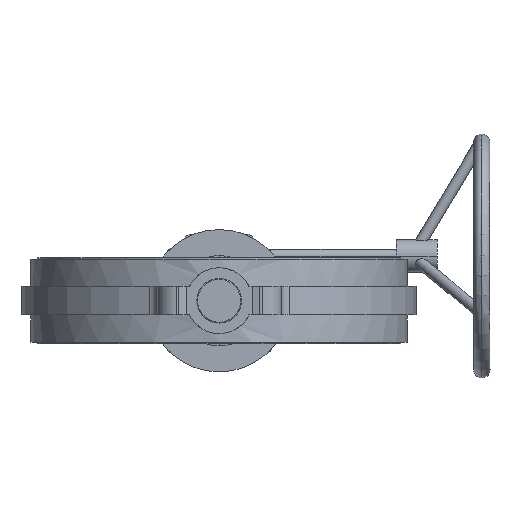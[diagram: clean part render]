
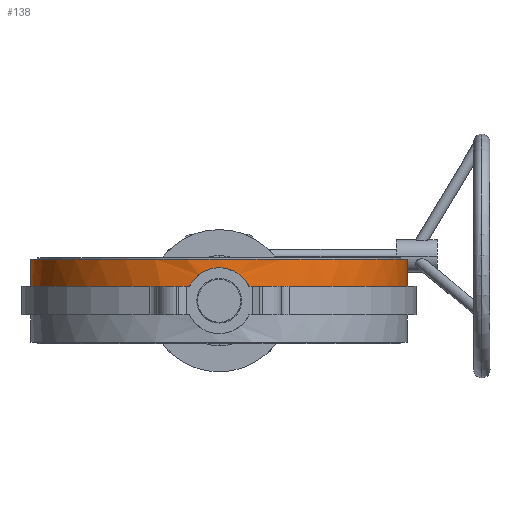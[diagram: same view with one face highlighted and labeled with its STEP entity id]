
A CAD part, front view. The second image highlights one B-rep face of the part: STEP entity #138.
In plain terms, the highlighted cylindrical face has radius 231.5 mm (diameter 463 mm), a partial arc.
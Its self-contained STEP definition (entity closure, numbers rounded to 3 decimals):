
#138 = ADVANCED_FACE( '', ( #401 ), #402, .T. );
#401 = FACE_OUTER_BOUND( '', #919, .T. );
#402 = CYLINDRICAL_SURFACE( '', #920, 231.5 );
#919 = EDGE_LOOP( '', ( #1522, #1523, #1524, #1525, #1526, #1527 ) );
#920 = AXIS2_PLACEMENT_3D( '', #1528, #1529, #1530 );
#1522 = ORIENTED_EDGE( '', *, *, #3607, .F. );
#1523 = ORIENTED_EDGE( '', *, *, #3608, .F. );
#1524 = ORIENTED_EDGE( '', *, *, #3609, .F. );
#1525 = ORIENTED_EDGE( '', *, *, #3610, .T. );
#1526 = ORIENTED_EDGE( '', *, *, #3611, .F. );
#1527 = ORIENTED_EDGE( '', *, *, #3612, .T. );
#1528 = CARTESIAN_POINT( '', ( 0., 0., -2. ) );
#1529 = DIRECTION( '', ( 0., 0., 1. ) );
#1530 = DIRECTION( '', ( 1., 0., 0. ) );
#3607 = EDGE_CURVE( '', #4370, #4371, #4372, .T. );
#3608 = EDGE_CURVE( '', #4373, #4370, #4374, .T. );
#3609 = EDGE_CURVE( '', #4375, #4373, #4376, .T. );
#3610 = EDGE_CURVE( '', #4375, #4377, #4378, .T. );
#3611 = EDGE_CURVE( '', #4379, #4377, #4380, .T. );
#3612 = EDGE_CURVE( '', #4379, #4371, #4381, .T. );
#4370 = VERTEX_POINT( '', #5834 );
#4371 = VERTEX_POINT( '', #5835 );
#4372 = LINE( '', #5836, #5837 );
#4373 = VERTEX_POINT( '', #5838 );
#4374 = CIRCLE( '', #5839, 231.5 );
#4375 = VERTEX_POINT( '', #5840 );
#4376 = LINE( '', #5841, #5842 );
#4377 = VERTEX_POINT( '', #5843 );
#4378 = CIRCLE( '', #5844, 231.5 );
#4379 = VERTEX_POINT( '', #5845 );
#4380 = B_SPLINE_CURVE_WITH_KNOTS( '', 3, ( #5846, #5847, #5848, #5849, #5850, #5851, #5852, #5853, #5854, #5855, #5856, #5857, #5858, #5859, #5860, #5861, #5862, #5863, #5864, #5865, #5866, #5867, #5868, #5869, #5870, #5871, #5872, #5873, #5874, #5875, #5876, #5877, #5878, #5879, #5880, #5881, #5882, #5883, #5884, #5885, #5886, #5887, #5888, #5889, #5890, #5891, #5892, #5893, #5894, #5895 ), .UNSPECIFIED., .F., .F., ( 4, 2, 2, 2, 2, 2, 2, 2, 2, 2, 2, 2, 2, 2, 2, 2, 2, 2, 2, 2, 2, 2, 2, 2, 4 ), ( 17.345, 19.112, 22.935, 26.757, 30.58, 34.402, 38.225, 42.047, 45.869, 49.692, 53.514, 57.336, 61.159, 64.981, 68.803, 72.626, 76.448, 80.27, 84.093, 87.915, 91.738, 95.56, 99.383, 103.205, 104.973 ), .UNSPECIFIED. );
#4381 = CIRCLE( '', #5896, 231.5 );
#5834 = CARTESIAN_POINT( '', ( 231.5, 0., -2. ) );
#5835 = CARTESIAN_POINT( '', ( 231.5, 0., -35.5 ) );
#5836 = CARTESIAN_POINT( '', ( 231.5, 0., -2. ) );
#5837 = VECTOR( '', #8734, 1. );
#5838 = CARTESIAN_POINT( '', ( -231.5, 0., -2. ) );
#5839 = AXIS2_PLACEMENT_3D( '', #8735, #8736, #8737 );
#5840 = CARTESIAN_POINT( '', ( -231.5, 0., -35.5 ) );
#5841 = CARTESIAN_POINT( '', ( -231.5, 0., -2. ) );
#5842 = VECTOR( '', #8738, 1. );
#5843 = CARTESIAN_POINT( '', ( -36.524, -228.601, -35.5 ) );
#5844 = AXIS2_PLACEMENT_3D( '', #8739, #8740, #8741 );
#5845 = CARTESIAN_POINT( '', ( 36.524, -228.601, -35.5 ) );
#5846 = CARTESIAN_POINT( '', ( 36.524, -228.601, -35.5 ) );
#5847 = CARTESIAN_POINT( '', ( 36.254, -228.644, -34.937 ) );
#5848 = CARTESIAN_POINT( '', ( 35.972, -228.688, -34.382 ) );
#5849 = CARTESIAN_POINT( '', ( 35.041, -228.834, -32.648 ) );
#5850 = CARTESIAN_POINT( '', ( 34.347, -228.939, -31.499 ) );
#5851 = CARTESIAN_POINT( '', ( 32.861, -229.157, -29.29 ) );
#5852 = CARTESIAN_POINT( '', ( 32.069, -229.27, -28.23 ) );
#5853 = CARTESIAN_POINT( '', ( 30.406, -229.496, -26.215 ) );
#5854 = CARTESIAN_POINT( '', ( 29.535, -229.61, -25.26 ) );
#5855 = CARTESIAN_POINT( '', ( 27.74, -229.834, -23.465 ) );
#5856 = CARTESIAN_POINT( '', ( 26.785, -229.947, -22.594 ) );
#5857 = CARTESIAN_POINT( '', ( 24.77, -230.173, -20.931 ) );
#5858 = CARTESIAN_POINT( '', ( 23.71, -230.285, -20.139 ) );
#5859 = CARTESIAN_POINT( '', ( 21.501, -230.502, -18.653 ) );
#5860 = CARTESIAN_POINT( '', ( 20.352, -230.607, -17.959 ) );
#5861 = CARTESIAN_POINT( '', ( 17.981, -230.804, -16.686 ) );
#5862 = CARTESIAN_POINT( '', ( 16.76, -230.896, -16.106 ) );
#5863 = CARTESIAN_POINT( '', ( 14.266, -231.063, -15.072 ) );
#5864 = CARTESIAN_POINT( '', ( 12.993, -231.139, -14.617 ) );
#5865 = CARTESIAN_POINT( '', ( 10.414, -231.269, -13.839 ) );
#5866 = CARTESIAN_POINT( '', ( 9.109, -231.324, -13.515 ) );
#5867 = CARTESIAN_POINT( '', ( 6.491, -231.413, -13.001 ) );
#5868 = CARTESIAN_POINT( '', ( 5.178, -231.446, -12.811 ) );
#5869 = CARTESIAN_POINT( '', ( 2.57, -231.489, -12.56 ) );
#5870 = CARTESIAN_POINT( '', ( 1.274, -231.5, -12.5 ) );
#5871 = CARTESIAN_POINT( '', ( -1.274, -231.5, -12.5 ) );
#5872 = CARTESIAN_POINT( '', ( -2.57, -231.489, -12.56 ) );
#5873 = CARTESIAN_POINT( '', ( -5.178, -231.446, -12.811 ) );
#5874 = CARTESIAN_POINT( '', ( -6.491, -231.413, -13.001 ) );
#5875 = CARTESIAN_POINT( '', ( -9.109, -231.324, -13.515 ) );
#5876 = CARTESIAN_POINT( '', ( -10.414, -231.269, -13.839 ) );
#5877 = CARTESIAN_POINT( '', ( -12.993, -231.139, -14.617 ) );
#5878 = CARTESIAN_POINT( '', ( -14.266, -231.063, -15.072 ) );
#5879 = CARTESIAN_POINT( '', ( -16.76, -230.896, -16.106 ) );
#5880 = CARTESIAN_POINT( '', ( -17.981, -230.804, -16.686 ) );
#5881 = CARTESIAN_POINT( '', ( -20.352, -230.607, -17.959 ) );
#5882 = CARTESIAN_POINT( '', ( -21.501, -230.502, -18.653 ) );
#5883 = CARTESIAN_POINT( '', ( -23.71, -230.285, -20.139 ) );
#5884 = CARTESIAN_POINT( '', ( -24.77, -230.173, -20.931 ) );
#5885 = CARTESIAN_POINT( '', ( -26.785, -229.947, -22.594 ) );
#5886 = CARTESIAN_POINT( '', ( -27.74, -229.834, -23.465 ) );
#5887 = CARTESIAN_POINT( '', ( -29.535, -229.61, -25.26 ) );
#5888 = CARTESIAN_POINT( '', ( -30.406, -229.496, -26.215 ) );
#5889 = CARTESIAN_POINT( '', ( -32.069, -229.27, -28.23 ) );
#5890 = CARTESIAN_POINT( '', ( -32.861, -229.157, -29.29 ) );
#5891 = CARTESIAN_POINT( '', ( -34.347, -228.939, -31.499 ) );
#5892 = CARTESIAN_POINT( '', ( -35.041, -228.834, -32.648 ) );
#5893 = CARTESIAN_POINT( '', ( -35.972, -228.688, -34.382 ) );
#5894 = CARTESIAN_POINT( '', ( -36.254, -228.644, -34.937 ) );
#5895 = CARTESIAN_POINT( '', ( -36.524, -228.601, -35.5 ) );
#5896 = AXIS2_PLACEMENT_3D( '', #8742, #8743, #8744 );
#8734 = DIRECTION( '', ( 0., 0., -1. ) );
#8735 = CARTESIAN_POINT( '', ( 0., 0., -2. ) );
#8736 = DIRECTION( '', ( 0., 0., 1. ) );
#8737 = DIRECTION( '', ( 1., 0., 0. ) );
#8738 = DIRECTION( '', ( 0., 0., 1. ) );
#8739 = CARTESIAN_POINT( '', ( 0., 0., -35.5 ) );
#8740 = DIRECTION( '', ( 0., 0., 1. ) );
#8741 = DIRECTION( '', ( 1., 0., 0. ) );
#8742 = CARTESIAN_POINT( '', ( 0., 0., -35.5 ) );
#8743 = DIRECTION( '', ( 0., 0., 1. ) );
#8744 = DIRECTION( '', ( 1., 0., 0. ) );
